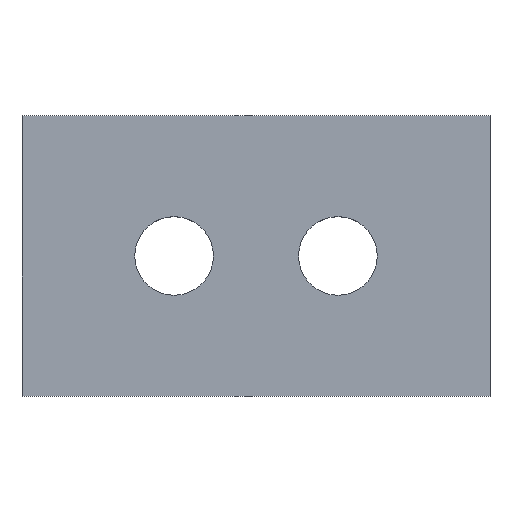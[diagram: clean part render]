
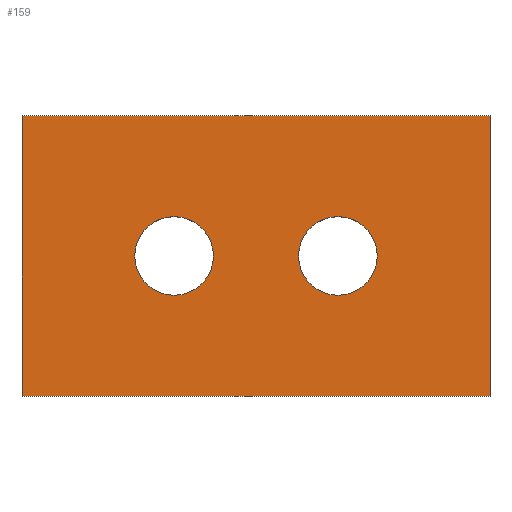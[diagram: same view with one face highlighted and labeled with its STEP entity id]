
A CAD part, top view. The second image highlights one B-rep face of the part: STEP entity #159.
In plain terms, the highlighted planar face has unit normal (0, 0, 1).
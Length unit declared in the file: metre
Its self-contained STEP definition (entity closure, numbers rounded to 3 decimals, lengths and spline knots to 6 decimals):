
#18=CIRCLE('',#185,0.0021);
#19=CIRCLE('',#186,0.0021);
#36=ORIENTED_EDGE('',*,*,#69,.F.);
#37=ORIENTED_EDGE('',*,*,#70,.F.);
#38=ORIENTED_EDGE('',*,*,#59,.F.);
#39=ORIENTED_EDGE('',*,*,#71,.T.);
#40=ORIENTED_EDGE('',*,*,#72,.T.);
#41=ORIENTED_EDGE('',*,*,#62,.F.);
#59=EDGE_CURVE('',#76,#78,#91,.T.);
#62=EDGE_CURVE('',#78,#80,#94,.T.);
#69=EDGE_CURVE('',#85,#85,#18,.T.);
#70=EDGE_CURVE('',#86,#86,#19,.T.);
#71=EDGE_CURVE('',#76,#87,#99,.T.);
#72=EDGE_CURVE('',#87,#80,#100,.T.);
#76=VERTEX_POINT('',#244);
#78=VERTEX_POINT('',#247);
#80=VERTEX_POINT('',#253);
#85=VERTEX_POINT('',#267);
#86=VERTEX_POINT('',#269);
#87=VERTEX_POINT('',#271);
#91=LINE('',#246,#103);
#94=LINE('',#252,#106);
#99=LINE('',#270,#111);
#100=LINE('',#272,#112);
#103=VECTOR('',#200,1.);
#106=VECTOR('',#205,1.);
#111=VECTOR('',#222,1.);
#112=VECTOR('',#223,1.);
#119=EDGE_LOOP('',(#36));
#120=EDGE_LOOP('',(#37));
#121=EDGE_LOOP('',(#38,#39,#40,#41));
#137=FACE_BOUND('',#119,.T.);
#138=FACE_BOUND('',#120,.T.);
#139=FACE_BOUND('',#121,.T.);
#153=PLANE('',#184);
#159=ADVANCED_FACE('',(#137,#138,#139),#153,.T.);
#184=AXIS2_PLACEMENT_3D('',#265,#216,#217);
#185=AXIS2_PLACEMENT_3D('',#266,#218,#219);
#186=AXIS2_PLACEMENT_3D('',#268,#220,#221);
#200=DIRECTION('',(-1.,0.,0.));
#205=DIRECTION('',(0.,1.,0.));
#216=DIRECTION('',(0.,0.,1.));
#217=DIRECTION('',(1.,0.,0.));
#218=DIRECTION('',(0.,0.,1.));
#219=DIRECTION('',(1.,0.,0.));
#220=DIRECTION('',(0.,0.,1.));
#221=DIRECTION('',(1.,0.,0.));
#222=DIRECTION('',(0.,1.,0.));
#223=DIRECTION('',(-1.,0.,0.));
#244=CARTESIAN_POINT('',(0.0125,0.0894,0.0547));
#246=CARTESIAN_POINT('',(0.012502,0.0894,0.0547));
#247=CARTESIAN_POINT('',(-0.0125,0.0894,0.0547));
#252=CARTESIAN_POINT('',(-0.0125,0.0969,0.0547));
#253=CARTESIAN_POINT('',(-0.0125,0.1044,0.0547));
#265=CARTESIAN_POINT('',(0.012502,0.0969,0.0547));
#266=CARTESIAN_POINT('',(0.004375,0.0969,0.0547));
#267=CARTESIAN_POINT('',(0.006475,0.0969,0.0547));
#268=CARTESIAN_POINT('',(-0.004375,0.0969,0.0547));
#269=CARTESIAN_POINT('',(-0.002275,0.0969,0.0547));
#270=CARTESIAN_POINT('',(0.0125,0.0969,0.0547));
#271=CARTESIAN_POINT('',(0.0125,0.1044,0.0547));
#272=CARTESIAN_POINT('',(0.012502,0.1044,0.0547));
